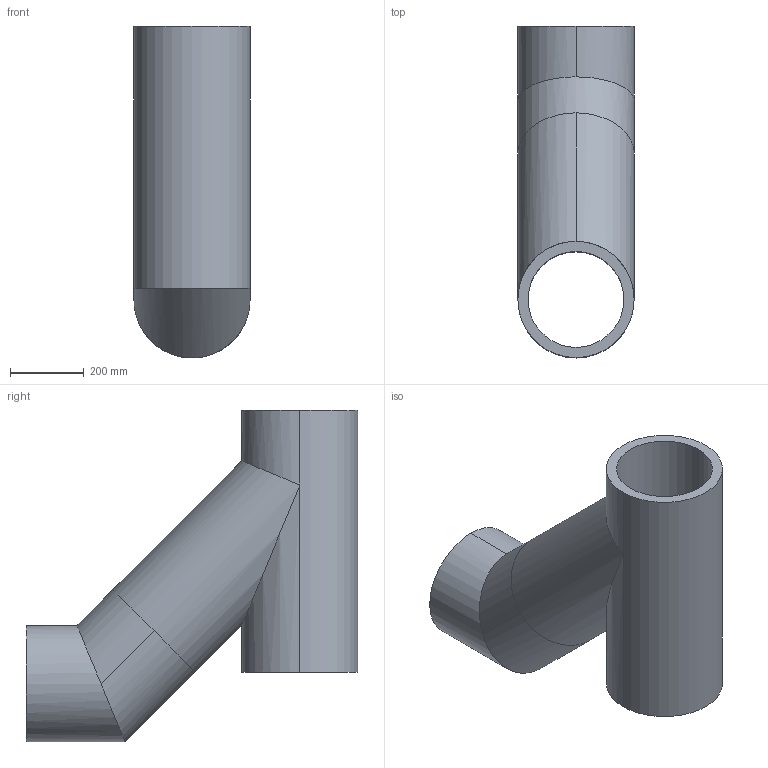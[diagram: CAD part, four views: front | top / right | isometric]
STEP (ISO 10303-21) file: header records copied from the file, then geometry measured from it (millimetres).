
FILE_DESCRIPTION (( 'STEP AP203' ), '1' );
FILE_NAME ('581206120.STEP', '2012-12-28T16:41:59', ( '' ), ( '' ), 'SwSTEP 2.0', 'SolidWorks 2013', '' );
FILE_SCHEMA (( 'CONFIG_CONTROL_DESIGN' ));
Length unit declared in the file: inch
Products named in the file (3): 581204120; 581206120; 581205120
Assembly tree (2 placements, depth 2):
  581206120
    581205120
    581204120
Bounding box: 314.96 x 899.5 x 899.5 mm (x, y, z)
Volume: 38406995.8 mm3; surface area: 2804717.5 mm2
Topology: 2 solids, 2 shells, 23 faces, 52 edges, 34 vertices
Faces by surface type: cylinder 18, plane 5
Entity records: 1184 total; most frequent: CARTESIAN_POINT 369, DIRECTION 114, ORIENTED_EDGE 104, EDGE_CURVE 52, AXIS2_PLACEMENT_3D 48, VERTEX_POINT 34, EDGE_LOOP 28, PERSON_AND_ORGANIZATION 26
